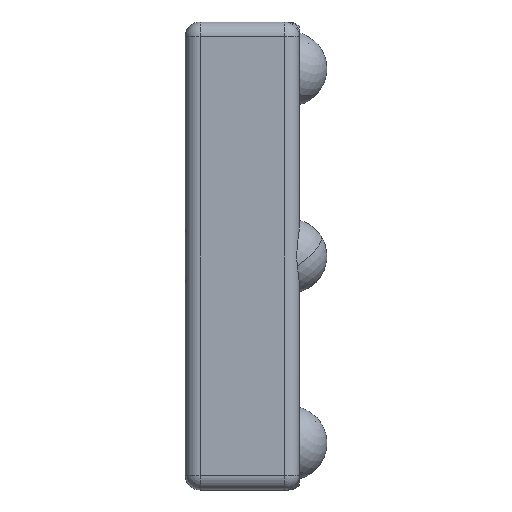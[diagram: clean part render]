
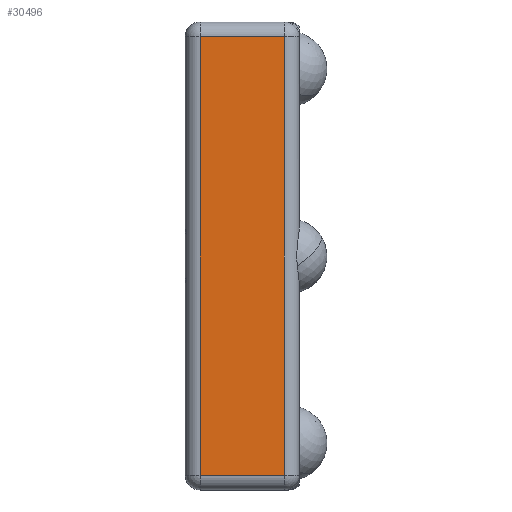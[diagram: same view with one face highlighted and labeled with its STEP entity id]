
A CAD part, left-side view. The second image highlights one B-rep face of the part: STEP entity #30496.
In plain terms, the highlighted planar face has unit normal (-1, 0, 0).
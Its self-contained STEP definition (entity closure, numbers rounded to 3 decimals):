
#1 = PLANE ( 'NONE',  #27882 ) ;
#2784 = DIRECTION ( 'NONE',  ( 1., 0., 0. ) ) ;
#3633 = VERTEX_POINT ( 'NONE', #35901 ) ;
#6428 = ORIENTED_EDGE ( 'NONE', *, *, #14068, .T. ) ;
#6583 = EDGE_LOOP ( 'NONE', ( #14915, #21762, #6428, #20125 ) ) ;
#6630 = CARTESIAN_POINT ( 'NONE',  ( -12.5, 5.3, -11.7 ) ) ;
#7787 = LINE ( 'NONE', #27453, #35326 ) ;
#8218 = EDGE_CURVE ( 'NONE', #3633, #19786, #16127, .T. ) ;
#9593 = CARTESIAN_POINT ( 'NONE',  ( -12.5, 0.8, -11.7 ) ) ;
#11243 = CARTESIAN_POINT ( 'NONE',  ( -12.5, 0.8, 11.7 ) ) ;
#11525 = LINE ( 'NONE', #22872, #34784 ) ;
#11670 = CARTESIAN_POINT ( 'NONE',  ( -12.5, 6.1, 11.7 ) ) ;
#11832 = VERTEX_POINT ( 'NONE', #6630 ) ;
#14068 = EDGE_CURVE ( 'NONE', #11832, #15861, #27386, .T. ) ;
#14915 = ORIENTED_EDGE ( 'NONE', *, *, #8218, .F. ) ;
#15627 = EDGE_CURVE ( 'NONE', #15861, #19786, #7787, .T. ) ;
#15861 = VERTEX_POINT ( 'NONE', #9593 ) ;
#16127 = LINE ( 'NONE', #18709, #31610 ) ;
#16892 = FACE_OUTER_BOUND ( 'NONE', #6583, .T. ) ;
#18709 = CARTESIAN_POINT ( 'NONE',  ( -12.5, 6.1, 11.7 ) ) ;
#19786 = VERTEX_POINT ( 'NONE', #11243 ) ;
#20125 = ORIENTED_EDGE ( 'NONE', *, *, #15627, .T. ) ;
#21762 = ORIENTED_EDGE ( 'NONE', *, *, #23520, .T. ) ;
#21831 = DIRECTION ( 'NONE',  ( 0., -1., 0. ) ) ;
#22872 = CARTESIAN_POINT ( 'NONE',  ( -12.5, 5.3, 11.7 ) ) ;
#23520 = EDGE_CURVE ( 'NONE', #3633, #11832, #11525, .T. ) ;
#26891 = DIRECTION ( 'NONE',  ( 0., 0., 1. ) ) ;
#27005 = CARTESIAN_POINT ( 'NONE',  ( -12.5, 6.1, -11.7 ) ) ;
#27386 = LINE ( 'NONE', #27005, #33677 ) ;
#27453 = CARTESIAN_POINT ( 'NONE',  ( -12.5, 0.8, 11.7 ) ) ;
#27882 = AXIS2_PLACEMENT_3D ( 'NONE', #11670, #2784, #28942 ) ;
#28942 = DIRECTION ( 'NONE',  ( 0., 0., -1. ) ) ;
#30059 = DIRECTION ( 'NONE',  ( 0., -1., 0. ) ) ;
#30496 = ADVANCED_FACE ( 'NONE', ( #16892 ), #1, .F. ) ;
#31610 = VECTOR ( 'NONE', #30059, 1000. ) ;
#33677 = VECTOR ( 'NONE', #21831, 1000. ) ;
#34386 = DIRECTION ( 'NONE',  ( 0., 0., -1. ) ) ;
#34784 = VECTOR ( 'NONE', #34386, 1000. ) ;
#35326 = VECTOR ( 'NONE', #26891, 1000. ) ;
#35901 = CARTESIAN_POINT ( 'NONE',  ( -12.5, 5.3, 11.7 ) ) ;
